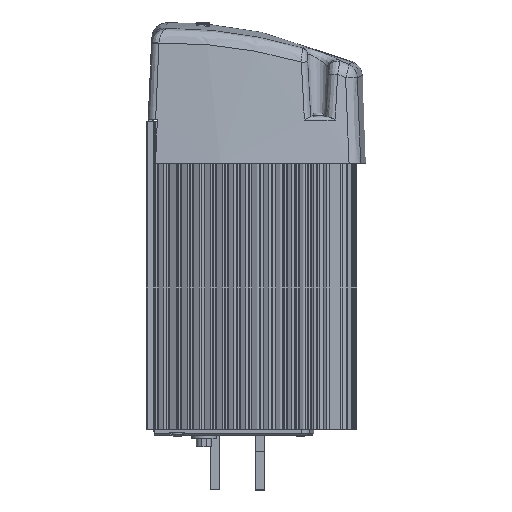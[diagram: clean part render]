
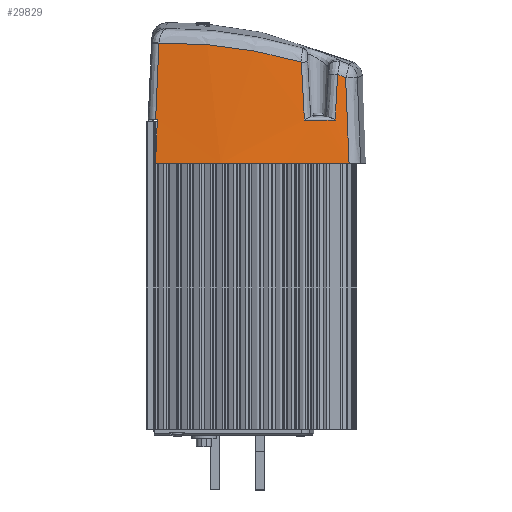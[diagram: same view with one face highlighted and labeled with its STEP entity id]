
A CAD part, left-side view. The second image highlights one B-rep face of the part: STEP entity #29829.
In plain terms, the highlighted conical face has half-angle 2.5 degrees and reference radius 470 mm.
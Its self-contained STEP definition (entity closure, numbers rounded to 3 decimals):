
#118=(
BOUNDED_CURVE()
B_SPLINE_CURVE(2,(#46220,#46221,#46222),.UNSPECIFIED.,.F.,.F.)
B_SPLINE_CURVE_WITH_KNOTS((3,3),(0.,2.823),.UNSPECIFIED.)
CURVE()
GEOMETRIC_REPRESENTATION_ITEM()
RATIONAL_B_SPLINE_CURVE((1.,1.,1.))
REPRESENTATION_ITEM('')
);
#371=CONICAL_SURFACE('',#32237,470.,2.5);
#1109=ELLIPSE('',#32238,469.243,468.795);
#1816=FACE_OUTER_BOUND('',#3586,.T.);
#3586=EDGE_LOOP('',(#22380,#22381,#22382,#22383,#22384,#22385,#22386,#22387,
#22388,#22389,#22390,#22391,#22392));
#4938=B_SPLINE_CURVE_WITH_KNOTS('',3,(#46186,#46187,#46188,#46189),
 .UNSPECIFIED.,.F.,.F.,(4,4),(0.474,0.474),
 .UNSPECIFIED.);
#4939=B_SPLINE_CURVE_WITH_KNOTS('',3,(#46191,#46192,#46193,#46194),
 .UNSPECIFIED.,.F.,.F.,(4,4),(-0.692,-0.692),
 .UNSPECIFIED.);
#4940=B_SPLINE_CURVE_WITH_KNOTS('',3,(#46196,#46197,#46198,#46199),
 .UNSPECIFIED.,.F.,.F.,(4,4),(0.689,0.692),
 .UNSPECIFIED.);
#4941=B_SPLINE_CURVE_WITH_KNOTS('',3,(#46201,#46202,#46203,#46204,#46205,
#46206),.UNSPECIFIED.,.F.,.F.,(4,1,1,4),(0.439,3.064,
5.69,9.628),.UNSPECIFIED.);
#4942=B_SPLINE_CURVE_WITH_KNOTS('',3,(#46208,#46209,#46210,#46211),
 .UNSPECIFIED.,.F.,.F.,(4,4),(0.,0.047),.UNSPECIFIED.);
#4943=B_SPLINE_CURVE_WITH_KNOTS('',3,(#46213,#46214,#46215,#46216),
 .UNSPECIFIED.,.F.,.F.,(4,4),(3.329,8.281),
 .UNSPECIFIED.);
#4944=B_SPLINE_CURVE_WITH_KNOTS('',3,(#46226,#46227,#46228,#46229),
 .UNSPECIFIED.,.F.,.F.,(4,4),(-6.583,-1.002),
 .UNSPECIFIED.);
#4945=B_SPLINE_CURVE_WITH_KNOTS('',3,(#46231,#46232,#46233,#46234),
 .UNSPECIFIED.,.F.,.F.,(4,4),(12.1,12.658),
 .UNSPECIFIED.);
#4946=B_SPLINE_CURVE_WITH_KNOTS('',3,(#46235,#46236,#46237,#46238),
 .UNSPECIFIED.,.F.,.F.,(4,4),(-0.474,-0.472),
 .UNSPECIFIED.);
#6157=CIRCLE('',#32236,468.774);
#6158=CIRCLE('',#32239,470.);
#12940=VERTEX_POINT('',#46159);
#12941=VERTEX_POINT('',#46170);
#12942=VERTEX_POINT('',#46185);
#12943=VERTEX_POINT('',#46190);
#12944=VERTEX_POINT('',#46195);
#12945=VERTEX_POINT('',#46200);
#12946=VERTEX_POINT('',#46207);
#12947=VERTEX_POINT('',#46212);
#12948=VERTEX_POINT('',#46217);
#12949=VERTEX_POINT('',#46219);
#12950=VERTEX_POINT('',#46223);
#12951=VERTEX_POINT('',#46225);
#12952=VERTEX_POINT('',#46230);
#16359=EDGE_CURVE('',#12940,#12941,#6157,.T.);
#16361=EDGE_CURVE('',#12942,#12941,#4938,.T.);
#16362=EDGE_CURVE('',#12940,#12943,#4939,.T.);
#16363=EDGE_CURVE('',#12944,#12943,#4940,.T.);
#16364=EDGE_CURVE('',#12945,#12944,#4941,.T.);
#16365=EDGE_CURVE('',#12946,#12945,#4942,.T.);
#16366=EDGE_CURVE('',#12947,#12946,#4943,.T.);
#16367=EDGE_CURVE('',#12947,#12948,#1109,.T.);
#16368=EDGE_CURVE('',#12948,#12949,#118,.T.);
#16369=EDGE_CURVE('',#12949,#12950,#6158,.T.);
#16370=EDGE_CURVE('',#12951,#12950,#4944,.T.);
#16371=EDGE_CURVE('',#12952,#12951,#4945,.T.);
#16372=EDGE_CURVE('',#12942,#12952,#4946,.T.);
#22380=ORIENTED_EDGE('',*,*,#16361,.T.);
#22381=ORIENTED_EDGE('',*,*,#16359,.F.);
#22382=ORIENTED_EDGE('',*,*,#16362,.T.);
#22383=ORIENTED_EDGE('',*,*,#16363,.F.);
#22384=ORIENTED_EDGE('',*,*,#16364,.F.);
#22385=ORIENTED_EDGE('',*,*,#16365,.F.);
#22386=ORIENTED_EDGE('',*,*,#16366,.F.);
#22387=ORIENTED_EDGE('',*,*,#16367,.T.);
#22388=ORIENTED_EDGE('',*,*,#16368,.T.);
#22389=ORIENTED_EDGE('',*,*,#16369,.T.);
#22390=ORIENTED_EDGE('',*,*,#16370,.F.);
#22391=ORIENTED_EDGE('',*,*,#16371,.F.);
#22392=ORIENTED_EDGE('',*,*,#16372,.F.);
#29829=ADVANCED_FACE('',(#1816),#371,.T.);
#32236=AXIS2_PLACEMENT_3D('',#46171,#36925,#36926);
#32237=AXIS2_PLACEMENT_3D('',#46184,#36927,#36928);
#32238=AXIS2_PLACEMENT_3D('',#46218,#36929,#36930);
#32239=AXIS2_PLACEMENT_3D('',#46224,#36931,#36932);
#36925=DIRECTION('center_axis',(0.,0.,
1.));
#36926=DIRECTION('ref_axis',(-0.98,-0.197,0.));
#36927=DIRECTION('center_axis',(0.,0.,-1.));
#36928=DIRECTION('ref_axis',(-0.999,0.043,0.));
#36929=DIRECTION('center_axis',(0.,-0.044,
0.999));
#36930=DIRECTION('ref_axis',(0.,0.999,0.044));
#36931=DIRECTION('center_axis',(0.,0.,1.));
#36932=DIRECTION('ref_axis',(-0.999,0.043,0.));
#46159=CARTESIAN_POINT('',(-117.092,-30.629,201.087));
#46170=CARTESIAN_POINT('',(-113.067,-50.633,201.087));
#46171=CARTESIAN_POINT('Origin',(344.376,51.81,201.087));
#46184=CARTESIAN_POINT('Origin',(344.376,51.81,173.));
#46185=CARTESIAN_POINT('',(-112.959,-50.734,203.));
#46186=CARTESIAN_POINT('Ctrl Pts',(-112.959,-50.734,
203.));
#46187=CARTESIAN_POINT('Ctrl Pts',(-112.995,-50.701,
202.362));
#46188=CARTESIAN_POINT('Ctrl Pts',(-113.031,-50.667,201.725));
#46189=CARTESIAN_POINT('Ctrl Pts',(-113.067,-50.633,
201.087));
#46190=CARTESIAN_POINT('',(-117.025,-30.528,203.));
#46191=CARTESIAN_POINT('Ctrl Pts',(-117.092,-30.629,201.087));
#46192=CARTESIAN_POINT('Ctrl Pts',(-117.07,-30.596,
201.725));
#46193=CARTESIAN_POINT('Ctrl Pts',(-117.047,-30.562,
202.362));
#46194=CARTESIAN_POINT('Ctrl Pts',(-117.025,-30.528,
203.));
#46195=CARTESIAN_POINT('',(-115.775,-28.638,238.731));
#46196=CARTESIAN_POINT('Ctrl Pts',(-115.775,-28.638,
238.731));
#46197=CARTESIAN_POINT('Ctrl Pts',(-116.192,-29.268,
226.837));
#46198=CARTESIAN_POINT('Ctrl Pts',(-116.609,-29.897,
214.927));
#46199=CARTESIAN_POINT('Ctrl Pts',(-117.025,-30.528,
203.));
#46200=CARTESIAN_POINT('',(-122.056,63.914,251.126));
#46201=CARTESIAN_POINT('Ctrl Pts',(-122.056,63.914,251.126));
#46202=CARTESIAN_POINT('Ctrl Pts',(-122.282,54.969,251.277));
#46203=CARTESIAN_POINT('Ctrl Pts',(-122.248,37.001,250.808));
#46204=CARTESIAN_POINT('Ctrl Pts',(-120.52,5.917,247.321));
#46205=CARTESIAN_POINT('Ctrl Pts',(-117.838,-15.893,
242.457));
#46206=CARTESIAN_POINT('Ctrl Pts',(-115.775,-28.638,
238.731));
#46207=CARTESIAN_POINT('',(-122.075,63.957,250.658));
#46208=CARTESIAN_POINT('Ctrl Pts',(-122.075,63.957,250.658));
#46209=CARTESIAN_POINT('Ctrl Pts',(-122.069,63.95,250.814));
#46210=CARTESIAN_POINT('Ctrl Pts',(-122.062,63.936,250.97));
#46211=CARTESIAN_POINT('Ctrl Pts',(-122.056,63.914,251.126));
#46212=CARTESIAN_POINT('',(-124.172,66.137,201.233));
#46213=CARTESIAN_POINT('Ctrl Pts',(-124.172,66.137,201.233));
#46214=CARTESIAN_POINT('Ctrl Pts',(-123.475,65.411,217.708));
#46215=CARTESIAN_POINT('Ctrl Pts',(-122.776,64.684,234.183));
#46216=CARTESIAN_POINT('Ctrl Pts',(-122.075,63.957,250.658));
#46217=CARTESIAN_POINT('',(-124.209,64.977,201.182));
#46218=CARTESIAN_POINT('Origin',(344.376,50.916,200.568));
#46219=CARTESIAN_POINT('',(-125.404,66.207,173.));
#46220=CARTESIAN_POINT('Ctrl Pts',(-124.209,64.977,201.182));
#46221=CARTESIAN_POINT('Ctrl Pts',(-124.806,65.591,187.109));
#46222=CARTESIAN_POINT('Ctrl Pts',(-125.404,66.207,173.));
#46223=CARTESIAN_POINT('',(-112.214,-59.659,173.));
#46224=CARTESIAN_POINT('Origin',(344.376,51.81,173.));
#46225=CARTESIAN_POINT('',(-110.259,-57.396,228.733));
#46226=CARTESIAN_POINT('Ctrl Pts',(-110.259,-57.396,
228.733));
#46227=CARTESIAN_POINT('Ctrl Pts',(-110.912,-58.151,
210.156));
#46228=CARTESIAN_POINT('Ctrl Pts',(-111.563,-58.905,
191.578));
#46229=CARTESIAN_POINT('Ctrl Pts',(-112.214,-59.659,
173.));
#46230=CARTESIAN_POINT('',(-111.382,-52.209,230.78));
#46231=CARTESIAN_POINT('Ctrl Pts',(-111.382,-52.209,230.78));
#46232=CARTESIAN_POINT('Ctrl Pts',(-111.015,-53.946,
230.113));
#46233=CARTESIAN_POINT('Ctrl Pts',(-110.641,-55.675,
229.431));
#46234=CARTESIAN_POINT('Ctrl Pts',(-110.259,-57.396,
228.733));
#46235=CARTESIAN_POINT('Ctrl Pts',(-112.959,-50.734,
203.));
#46236=CARTESIAN_POINT('Ctrl Pts',(-112.434,-51.227,
212.276));
#46237=CARTESIAN_POINT('Ctrl Pts',(-111.908,-51.718,221.536));
#46238=CARTESIAN_POINT('Ctrl Pts',(-111.382,-52.209,
230.78));
